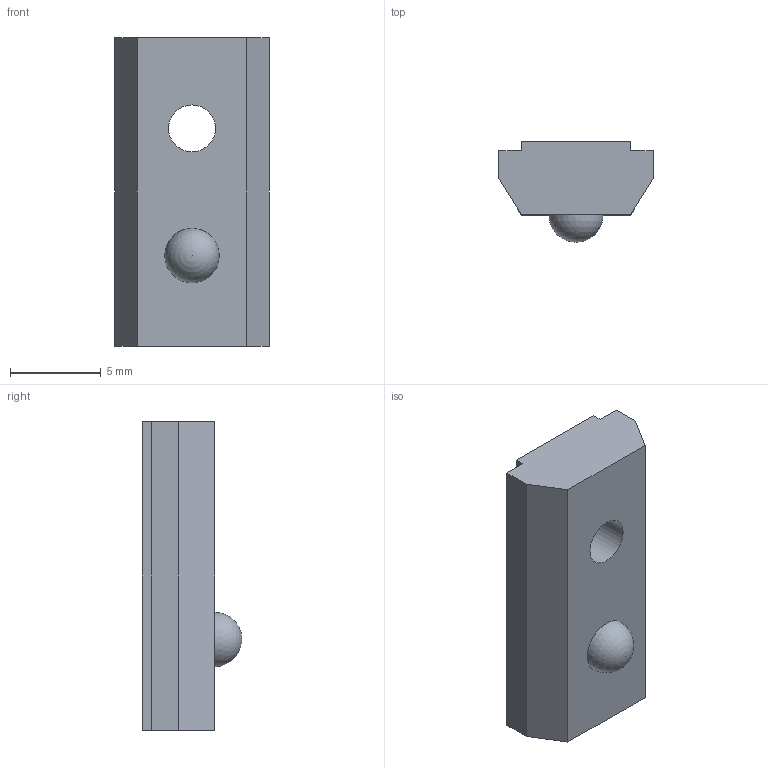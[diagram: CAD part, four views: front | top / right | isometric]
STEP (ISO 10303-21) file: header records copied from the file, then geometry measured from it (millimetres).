
FILE_DESCRIPTION (( 'STEP AP214' ), '1' );
FILE_NAME ('1714375344318.step', '2024-04-29T07:19:59', ( 'EC2' ), ( 'Amazon.com' ), 'STEP 2.0', 'fa-part.com 2020', '' );
FILE_SCHEMA (( 'AUTOMOTIVE_DESIGN' ));
Length unit declared in the file: millimetre
Products named in the file (1): 1714375344318
Bounding box: 8.5 x 5.5 x 17 mm (x, y, z)
Volume: 500.4 mm3; surface area: 484.2 mm2
Topology: 1 solids, 1 shells, 15 faces, 40 edges, 27 vertices
Faces by surface type: plane 12, cylinder 2, sphere 1
Entity records: 492 total; most frequent: CARTESIAN_POINT 80, ORIENTED_EDGE 76, DIRECTION 76, EDGE_CURVE 38, LINE 32, VECTOR 32, VERTEX_POINT 26, AXIS2_PLACEMENT_3D 22
